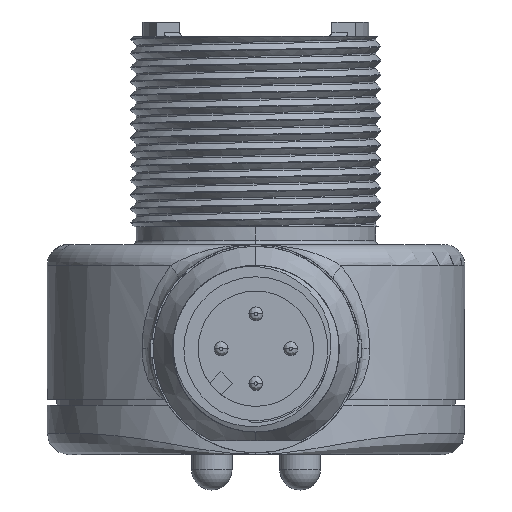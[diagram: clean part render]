
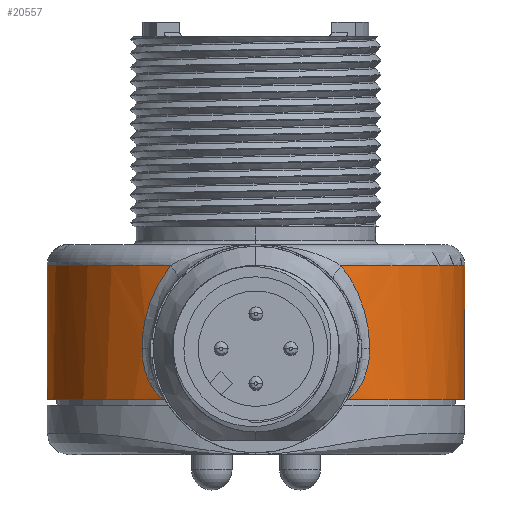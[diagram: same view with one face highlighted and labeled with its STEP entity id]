
A CAD part, front view. The second image highlights one B-rep face of the part: STEP entity #20557.
In plain terms, the highlighted cylindrical face has radius 15.037 mm (diameter 30.074 mm), a partial arc.
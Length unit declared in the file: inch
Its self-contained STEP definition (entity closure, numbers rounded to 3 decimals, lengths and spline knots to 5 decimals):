
#6896=CARTESIAN_POINT('',(0.,0.925,0.235));
#6897=DIRECTION('',(0.,0.,1.));
#6898=DIRECTION('',(1.,0.,0.));
#6899=AXIS2_PLACEMENT_3D('',#6896,#6897,#6898);
#6906=CARTESIAN_POINT('',(0.,0.925,-0.145));
#6907=DIRECTION('',(0.,0.,-1.));
#6908=DIRECTION('',(-0.434,-0.901,0.));
#6909=AXIS2_PLACEMENT_3D('',#6906,#6907,#6908);
#6990=CARTESIAN_POINT('',(-0.32233,0.42845,0.));
#6991=CARTESIAN_POINT('',(-0.32233,0.42845,
-0.0045));
#6992=CARTESIAN_POINT('',(-0.32208,0.42829,
-0.01351));
#6993=CARTESIAN_POINT('',(-0.32093,0.42754,
-0.02728));
#6994=CARTESIAN_POINT('',(-0.319,0.4263,
-0.04077));
#6995=CARTESIAN_POINT('',(-0.31637,0.42462,
-0.05367));
#6996=CARTESIAN_POINT('',(-0.31316,0.42261,
-0.06564));
#6997=CARTESIAN_POINT('',(-0.30959,0.42039,
-0.0764));
#6998=CARTESIAN_POINT('',(-0.3058,0.41809,
-0.08591));
#6999=CARTESIAN_POINT('',(-0.30198,0.4158,
-0.09416));
#7000=CARTESIAN_POINT('',(-0.29826,0.41362,
-0.10118));
#7001=CARTESIAN_POINT('',(-0.29467,0.41154,
-0.10722));
#7002=CARTESIAN_POINT('',(-0.29121,0.40957,
-0.11247));
#7003=CARTESIAN_POINT('',(-0.28781,0.40766,
-0.11716));
#7004=CARTESIAN_POINT('',(-0.28444,0.40581,
-0.1214));
#7005=CARTESIAN_POINT('',(-0.28118,0.40403,
-0.12516));
#7006=CARTESIAN_POINT('',(-0.27807,0.40237,
-0.12845));
#7007=CARTESIAN_POINT('',(-0.27518,0.40084,
-0.1313));
#7008=CARTESIAN_POINT('',(-0.27254,0.39947,
-0.1337));
#7009=CARTESIAN_POINT('',(-0.27019,0.39825,
-0.13572));
#7010=CARTESIAN_POINT('',(-0.26801,0.39714,
-0.13748));
#7011=CARTESIAN_POINT('',(-0.2659,0.39607,
-0.1391));
#7012=CARTESIAN_POINT('',(-0.26371,0.39498,
-0.14067));
#7013=CARTESIAN_POINT('',(-0.26147,0.39387,
-0.1422));
#7014=CARTESIAN_POINT('',(-0.25919,0.39275,
-0.14365));
#7015=CARTESIAN_POINT('',(-0.25767,0.39202,
-0.14456));
#7016=CARTESIAN_POINT('',(-0.2569,0.39165,-0.145));
#7018=CARTESIAN_POINT('',(-0.2416,0.38454,0.235));
#7019=CARTESIAN_POINT('',(-0.24611,0.38656,
0.22937));
#7020=CARTESIAN_POINT('',(-0.25479,0.39057,
0.21783));
#7021=CARTESIAN_POINT('',(-0.2668,0.39648,
0.19962));
#7022=CARTESIAN_POINT('',(-0.27768,0.40212,
0.18073));
#7023=CARTESIAN_POINT('',(-0.28738,0.4074,
0.16128));
#7024=CARTESIAN_POINT('',(-0.29587,0.41221,
0.14142));
#7025=CARTESIAN_POINT('',(-0.30313,0.41648,
0.12131));
#7026=CARTESIAN_POINT('',(-0.3092,0.42015,
0.10105));
#7027=CARTESIAN_POINT('',(-0.31408,0.42317,
0.08073));
#7028=CARTESIAN_POINT('',(-0.31781,0.42554,
0.06041));
#7029=CARTESIAN_POINT('',(-0.32044,0.42722,
0.04015));
#7030=CARTESIAN_POINT('',(-0.32199,0.42822,
0.01999));
#7031=CARTESIAN_POINT('',(-0.32233,0.42845,
0.00665));
#7032=CARTESIAN_POINT('',(-0.32233,0.42845,0.));
#7113=CARTESIAN_POINT('',(0.32233,0.42845,0.));
#7114=CARTESIAN_POINT('',(0.32233,0.42845,
0.00665));
#7115=CARTESIAN_POINT('',(0.32199,0.42822,
0.01999));
#7116=CARTESIAN_POINT('',(0.32044,0.42722,
0.04015));
#7117=CARTESIAN_POINT('',(0.31781,0.42554,
0.06041));
#7118=CARTESIAN_POINT('',(0.31408,0.42317,
0.08073));
#7119=CARTESIAN_POINT('',(0.3092,0.42015,
0.10105));
#7120=CARTESIAN_POINT('',(0.30313,0.41648,
0.12131));
#7121=CARTESIAN_POINT('',(0.29587,0.41221,
0.14142));
#7122=CARTESIAN_POINT('',(0.28738,0.4074,
0.16128));
#7123=CARTESIAN_POINT('',(0.27768,0.40212,
0.18073));
#7124=CARTESIAN_POINT('',(0.2668,0.39648,
0.19962));
#7125=CARTESIAN_POINT('',(0.25479,0.39057,
0.21783));
#7126=CARTESIAN_POINT('',(0.24611,0.38656,
0.22937));
#7127=CARTESIAN_POINT('',(0.2416,0.38454,0.235));
#7170=CARTESIAN_POINT('',(0.2569,0.39165,-0.145));
#7171=CARTESIAN_POINT('',(0.25754,0.39195,
-0.14464));
#7172=CARTESIAN_POINT('',(0.25883,0.39258,
-0.14387));
#7173=CARTESIAN_POINT('',(0.26088,0.39358,
-0.14258));
#7174=CARTESIAN_POINT('',(0.26299,0.39462,
-0.14118));
#7175=CARTESIAN_POINT('',(0.26513,0.39569,
-0.13966));
#7176=CARTESIAN_POINT('',(0.26727,0.39676,
-0.13806));
#7177=CARTESIAN_POINT('',(0.26947,0.39788,
-0.13632));
#7178=CARTESIAN_POINT('',(0.27183,0.39909,
-0.13433));
#7179=CARTESIAN_POINT('',(0.27443,0.40045,
-0.13199));
#7180=CARTESIAN_POINT('',(0.2773,0.40196,
-0.12923));
#7181=CARTESIAN_POINT('',(0.28038,0.4036,
-0.12603));
#7182=CARTESIAN_POINT('',(0.28363,0.40536,
-0.12236));
#7183=CARTESIAN_POINT('',(0.28701,0.40722,
-0.1182));
#7184=CARTESIAN_POINT('',(0.29045,0.40914,
-0.11356));
#7185=CARTESIAN_POINT('',(0.29396,0.41113,
-0.10834));
#7186=CARTESIAN_POINT('',(0.2976,0.41323,
-0.10234));
#7187=CARTESIAN_POINT('',(0.30137,0.41545,
-0.09536));
#7188=CARTESIAN_POINT('',(0.30527,0.41777,
-0.08714));
#7189=CARTESIAN_POINT('',(0.30915,0.42012,
-0.0776));
#7190=CARTESIAN_POINT('',(0.31282,0.4224,
-0.06678));
#7191=CARTESIAN_POINT('',(0.31613,0.42447,
-0.05467));
#7192=CARTESIAN_POINT('',(0.31887,0.42621,
-0.04156));
#7193=CARTESIAN_POINT('',(0.32088,0.4275,
-0.02782));
#7194=CARTESIAN_POINT('',(0.32207,0.42828,
-0.01378));
#7195=CARTESIAN_POINT('',(0.32233,0.42845,
-0.00459));
#7196=CARTESIAN_POINT('',(0.32233,0.42845,0.));
#7218=CARTESIAN_POINT('',(0.2416,0.38454,0.235));
#7256=CARTESIAN_POINT('',(0.,0.925,0.235));
#7257=DIRECTION('',(0.,0.,1.));
#7258=DIRECTION('',(0.408,-0.913,0.));
#7259=AXIS2_PLACEMENT_3D('',#7256,#7257,#7258);
#13691=CARTESIAN_POINT('',(0.592,0.925,0.235));
#13692=VERTEX_POINT('',#13691);
#13693=VERTEX_POINT('',#7218);
#13695=VERTEX_POINT('',#7113);
#13697=VERTEX_POINT('',#7170);
#13698=VERTEX_POINT('',#6990);
#13699=VERTEX_POINT('',#7016);
#13700=VERTEX_POINT('',#7018);
#20537=CARTESIAN_POINT('',(0.,0.925,-0.295));
#20538=DIRECTION('',(0.,0.,1.));
#20539=DIRECTION('',(1.,0.,0.));
#20540=AXIS2_PLACEMENT_3D('',#20537,#20538,#20539);
#20541=CYLINDRICAL_SURFACE('',#20540,0.592);
#20543=ORIENTED_EDGE('',*,*,#20542,.T.);
#20545=ORIENTED_EDGE('',*,*,#20544,.T.);
#20547=ORIENTED_EDGE('',*,*,#20546,.T.);
#20549=ORIENTED_EDGE('',*,*,#20548,.T.);
#20550=ORIENTED_EDGE('',*,*,#20527,.T.);
#20552=ORIENTED_EDGE('',*,*,#20551,.T.);
#20554=ORIENTED_EDGE('',*,*,#20553,.T.);
#20555=EDGE_LOOP('',(#20543,#20545,#20547,#20549,#20550,#20552,#20554));
#20556=FACE_OUTER_BOUND('',#20555,.F.);
#20557=ADVANCED_FACE('',(#20556),#20541,.T.);
#6900=CIRCLE('',#6899,0.592);
#6910=CIRCLE('',#6909,0.592);
#7017=B_SPLINE_CURVE_WITH_KNOTS('',3,(#6990,#6991,#6992,#6993,#6994,#6995,#6996,
#6997,#6998,#6999,#7000,#7001,#7002,#7003,#7004,#7005,#7006,#7007,#7008,#7009,
#7010,#7011,#7012,#7013,#7014,#7015,#7016),.UNSPECIFIED.,.F.,.F.,(4,1,1,1,1,1,1,
1,1,1,1,1,1,1,1,1,1,1,1,1,1,1,1,1,4),(0.,0.04167,0.08333,
0.125,0.16667,0.20833,0.25,0.29167,
0.33333,0.375,0.41667,0.45833,0.5,
0.54167,0.58333,0.625,0.66667,0.70833,
0.75,0.79167,0.83333,0.875,0.91667,
0.95833,1.),.UNSPECIFIED.);
#7033=B_SPLINE_CURVE_WITH_KNOTS('',3,(#7018,#7019,#7020,#7021,#7022,#7023,#7024,
#7025,#7026,#7027,#7028,#7029,#7030,#7031,#7032),.UNSPECIFIED.,.F.,.F.,(4,1,1,1,
1,1,1,1,1,1,1,1,4),(0.,0.08333,0.16667,0.25,
0.33333,0.41667,0.5,0.58333,0.66667,
0.75,0.83333,0.91667,1.),.UNSPECIFIED.);
#7128=B_SPLINE_CURVE_WITH_KNOTS('',3,(#7113,#7114,#7115,#7116,#7117,#7118,#7119,
#7120,#7121,#7122,#7123,#7124,#7125,#7126,#7127),.UNSPECIFIED.,.F.,.F.,(4,1,1,1,
1,1,1,1,1,1,1,1,4),(0.,0.08333,0.16667,0.25,
0.33333,0.41667,0.5,0.58333,0.66667,
0.75,0.83333,0.91667,1.),.UNSPECIFIED.);
#7197=B_SPLINE_CURVE_WITH_KNOTS('',3,(#7170,#7171,#7172,#7173,#7174,#7175,#7176,
#7177,#7178,#7179,#7180,#7181,#7182,#7183,#7184,#7185,#7186,#7187,#7188,#7189,
#7190,#7191,#7192,#7193,#7194,#7195,#7196),.UNSPECIFIED.,.F.,.F.,(4,1,1,1,1,1,1,
1,1,1,1,1,1,1,1,1,1,1,1,1,1,1,1,1,4),(0.,0.04167,0.08333,
0.125,0.16667,0.20833,0.25,0.29167,
0.33333,0.375,0.41667,0.45833,0.5,
0.54167,0.58333,0.625,0.66667,0.70833,
0.75,0.79167,0.83333,0.875,0.91667,
0.95833,1.),.UNSPECIFIED.);
#7260=CIRCLE('',#7259,0.592);
#20527=EDGE_CURVE('',#13692,#13700,#6900,.T.);
#20542=EDGE_CURVE('',#13699,#13697,#6910,.T.);
#20544=EDGE_CURVE('',#13697,#13695,#7197,.T.);
#20546=EDGE_CURVE('',#13695,#13693,#7128,.T.);
#20548=EDGE_CURVE('',#13693,#13692,#7260,.T.);
#20551=EDGE_CURVE('',#13700,#13698,#7033,.T.);
#20553=EDGE_CURVE('',#13698,#13699,#7017,.T.);
